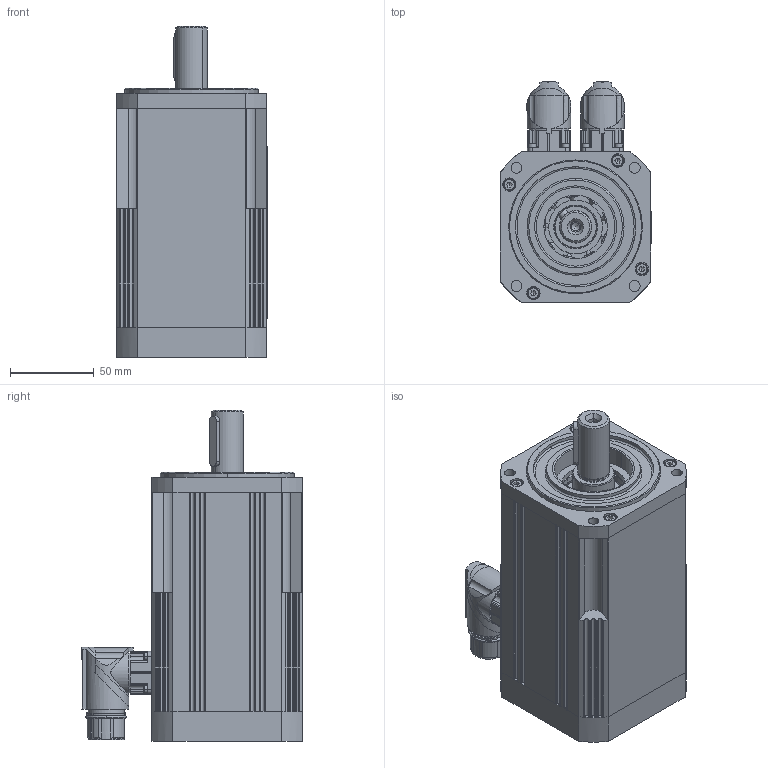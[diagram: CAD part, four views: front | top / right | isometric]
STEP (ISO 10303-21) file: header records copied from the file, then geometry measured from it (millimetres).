
FILE_DESCRIPTION((''),'2;1');
FILE_NAME('FP-409 + Encoder Stegmann SRS-SRM 50.stp','2011-11-08T10:15:59',('jlopez'),(''),'Autodesk Inventor 9','Autodesk Inventor 9','');
FILE_SCHEMA(('AUTOMOTIVE_DESIGN { 1 0 10303 214 1 1 1 1 }'));
Length unit declared in the file: millimetre
Products named in the file (1): Pieza1
Bounding box: 90.5 x 132.15 x 198.2 mm (x, y, z)
Volume: 1393.3 mm3; surface area: 152490.1 mm2
Topology: 20 solids, 21 shells, 1355 faces, 3645 edges, 2254 vertices
Faces by surface type: cylinder 572, plane 426, bspline 153, cone 92, sphere 64, torus 48
Entity records: 44044 total; most frequent: CARTESIAN_POINT 10587, DIRECTION 7369, ORIENTED_EDGE 6934, EDGE_CURVE 3467, AXIS2_PLACEMENT_3D 2984, VERTEX_POINT 2236, CIRCLE 1661, EDGE_LOOP 1555
